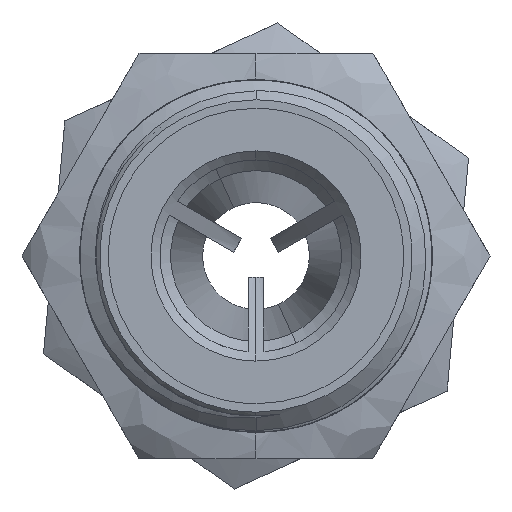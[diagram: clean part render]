
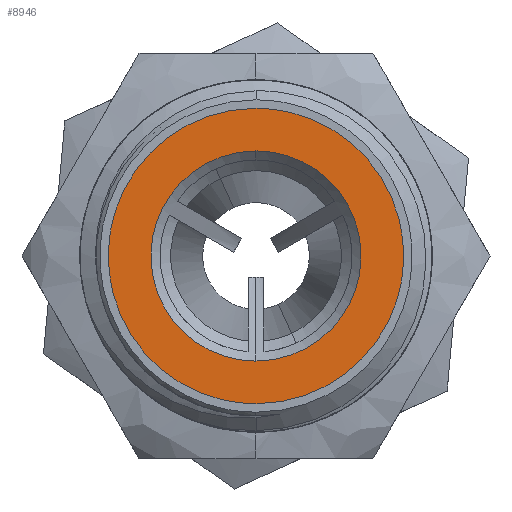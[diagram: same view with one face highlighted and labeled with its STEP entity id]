
A CAD part, front view. The second image highlights one B-rep face of the part: STEP entity #8946.
In plain terms, the highlighted free-form (B-spline) face has degree [1, 1] with [2, 2] control points.
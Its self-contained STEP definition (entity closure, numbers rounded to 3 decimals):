
#8413 = VERTEX_POINT('',#8414);
#8414 = CARTESIAN_POINT('',(0.,-16.394,
    6.459));
#8419 = EDGE_CURVE('',#8420,#8413,#8422,.T.);
#8420 = VERTEX_POINT('',#8421);
#8421 = CARTESIAN_POINT('',(0.,-16.394,
    -6.459));
#8422 = ( BOUNDED_CURVE() B_SPLINE_CURVE(2,(#8423,#8424,#8425,#8426,
#8427),.UNSPECIFIED.,.F.,.F.) B_SPLINE_CURVE_WITH_KNOTS((3,2,3),(
    3.142,4.712,6.283),
.PIECEWISE_BEZIER_KNOTS.) CURVE() GEOMETRIC_REPRESENTATION_ITEM() 
RATIONAL_B_SPLINE_CURVE((1.,0.707,1.,0.707,1.)) 
REPRESENTATION_ITEM('') );
#8423 = CARTESIAN_POINT('',(0.,-16.394,
    -6.459));
#8424 = CARTESIAN_POINT('',(6.459,-16.394,-6.459)
  );
#8425 = CARTESIAN_POINT('',(6.459,-16.394,
    0.));
#8426 = CARTESIAN_POINT('',(6.459,-16.394,6.459)
  );
#8427 = CARTESIAN_POINT('',(0.,-16.394,
    6.459));
#8470 = VERTEX_POINT('',#8471);
#8471 = CARTESIAN_POINT('',(0.,-16.394,
    -9.082));
#8476 = EDGE_CURVE('',#8477,#8470,#8479,.T.);
#8477 = VERTEX_POINT('',#8478);
#8478 = CARTESIAN_POINT('',(0.,-16.394,
    9.082));
#8479 = ( BOUNDED_CURVE() B_SPLINE_CURVE(2,(#8480,#8481,#8482,#8483,
#8484),.UNSPECIFIED.,.F.,.F.) B_SPLINE_CURVE_WITH_KNOTS((3,2,3),(0.,
1.571,3.142),.PIECEWISE_BEZIER_KNOTS.) CURVE() 
GEOMETRIC_REPRESENTATION_ITEM() RATIONAL_B_SPLINE_CURVE((1.,
0.707,1.,0.707,1.)) REPRESENTATION_ITEM('') );
#8480 = CARTESIAN_POINT('',(0.,-16.394,
    9.082));
#8481 = CARTESIAN_POINT('',(-9.082,-16.394,
    9.082));
#8482 = CARTESIAN_POINT('',(-9.082,-16.394,
    0.));
#8483 = CARTESIAN_POINT('',(-9.082,-16.394,
    -9.082));
#8484 = CARTESIAN_POINT('',(0.,-16.394,
    -9.082));
#8946 = ADVANCED_FACE('',(#8947,#8958),#8969,.T.);
#8947 = FACE_BOUND('',#8948,.T.);
#8948 = EDGE_LOOP('',(#8949,#8957));
#8949 = ORIENTED_EDGE('',*,*,#8950,.F.);
#8950 = EDGE_CURVE('',#8413,#8420,#8951,.T.);
#8951 = ( BOUNDED_CURVE() B_SPLINE_CURVE(2,(#8952,#8953,#8954,#8955,
#8956),.UNSPECIFIED.,.F.,.F.) B_SPLINE_CURVE_WITH_KNOTS((3,2,3),(0.,
1.571,3.142),.PIECEWISE_BEZIER_KNOTS.) CURVE() 
GEOMETRIC_REPRESENTATION_ITEM() RATIONAL_B_SPLINE_CURVE((1.,
0.707,1.,0.707,1.)) REPRESENTATION_ITEM('') );
#8952 = CARTESIAN_POINT('',(0.,-16.394,
    6.459));
#8953 = CARTESIAN_POINT('',(-6.459,-16.394,6.459)
  );
#8954 = CARTESIAN_POINT('',(-6.459,-16.394,
    0.));
#8955 = CARTESIAN_POINT('',(-6.459,-16.394,-6.459
    ));
#8956 = CARTESIAN_POINT('',(0.,-16.394,
    -6.459));
#8957 = ORIENTED_EDGE('',*,*,#8419,.F.);
#8958 = FACE_BOUND('',#8959,.T.);
#8959 = EDGE_LOOP('',(#8960,#8961));
#8960 = ORIENTED_EDGE('',*,*,#8476,.T.);
#8961 = ORIENTED_EDGE('',*,*,#8962,.T.);
#8962 = EDGE_CURVE('',#8470,#8477,#8963,.T.);
#8963 = ( BOUNDED_CURVE() B_SPLINE_CURVE(2,(#8964,#8965,#8966,#8967,
#8968),.UNSPECIFIED.,.F.,.F.) B_SPLINE_CURVE_WITH_KNOTS((3,2,3),(
    3.142,4.712,6.283),
.PIECEWISE_BEZIER_KNOTS.) CURVE() GEOMETRIC_REPRESENTATION_ITEM() 
RATIONAL_B_SPLINE_CURVE((1.,0.707,1.,0.707,1.)) 
REPRESENTATION_ITEM('') );
#8964 = CARTESIAN_POINT('',(0.,-16.394,
    -9.082));
#8965 = CARTESIAN_POINT('',(9.082,-16.394,
    -9.082));
#8966 = CARTESIAN_POINT('',(9.082,-16.394,
    0.));
#8967 = CARTESIAN_POINT('',(9.082,-16.394,9.082
    ));
#8968 = CARTESIAN_POINT('',(0.,-16.394,
    9.082));
#8969 = B_SPLINE_SURFACE_WITH_KNOTS('',1,1,(
    (#8970,#8971)
    ,(#8972,#8973
  )),.UNSPECIFIED.,.F.,.F.,.F.,(2,2),(2,2),(-6.925,6.925),(-6.925,6.925)
  ,.PIECEWISE_BEZIER_KNOTS.);
#8970 = CARTESIAN_POINT('',(9.082,-16.394,
    -9.082));
#8971 = CARTESIAN_POINT('',(-9.082,-16.394,
    -9.082));
#8972 = CARTESIAN_POINT('',(9.082,-16.394,9.082
    ));
#8973 = CARTESIAN_POINT('',(-9.082,-16.394,
    9.082));
